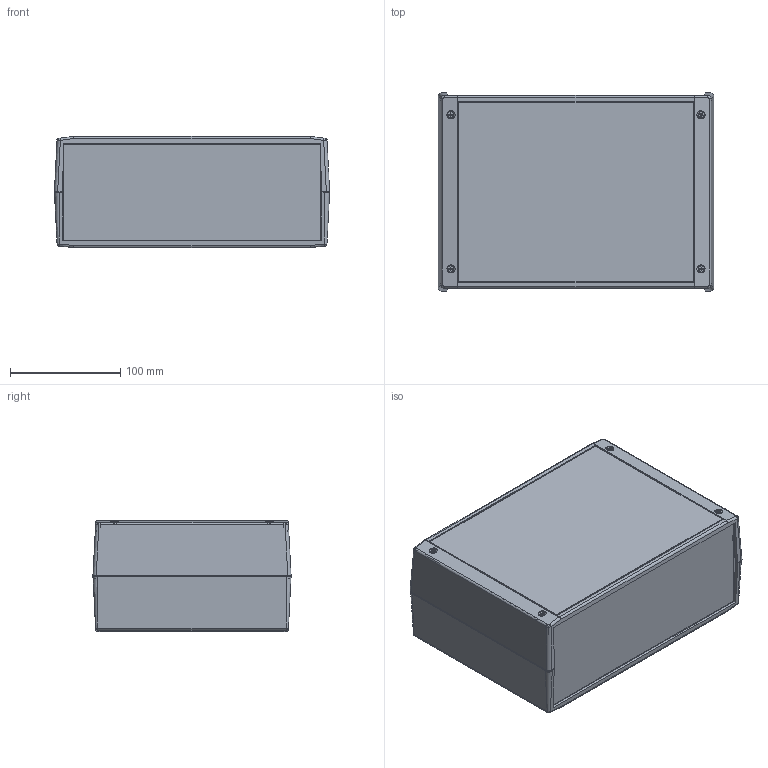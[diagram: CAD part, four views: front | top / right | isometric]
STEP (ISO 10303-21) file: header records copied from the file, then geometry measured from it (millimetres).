
FILE_DESCRIPTION(/* description */ (''),/* implementation_level */ '2;1');
FILE_NAME(/* name */ 'RM2095L.iam.stp',/* time_stamp */ '2019-03-28T10:25:03-04:00',/* author */ ('fwarzocha'),/* organization */ (''),/* preprocessor_version */ 'ST-DEVELOPER v17.2',/* originating_system */ 'Autodesk Inventor 2019',/* authorisation */ '');
FILE_SCHEMA (('AUTOMOTIVE_DESIGN { 1 0 10303 214 3 1 1 }'));
Length unit declared in the file: millimetre
Products named in the file (5): RM2095L; 2095L-p-01; 2095L-T 950803; 2095L-B-01; (screw M3-0.5X 55mm FH)
Assembly tree (8 placements, depth 2):
  RM2095L
    2095L-p-01  x2
    2095L-T 950803
    2095L-B-01
    (screw M3-0.5X 55mm FH)  x4
Bounding box: 250 x 180 x 101 mm (x, y, z)
Volume: 465522.4 mm3; surface area: 374948.9 mm2
Topology: 8 solids, 8 shells, 544 faces, 1452 edges, 966 vertices
Faces by surface type: plane 386, cylinder 70, cone 66, bspline 14, sphere 8
Full cylindrical faces by diameter (mm): 2.88 x4, 3.5 x4, 5 x8, 5.71 x4, 9 x8
Entity records: 14680 total; most frequent: CARTESIAN_POINT 2963, DIRECTION 2433, ORIENTED_EDGE 2390, EDGE_CURVE 1195, AXIS2_PLACEMENT_3D 812, LINE 809, VECTOR 809, VERTEX_POINT 798
